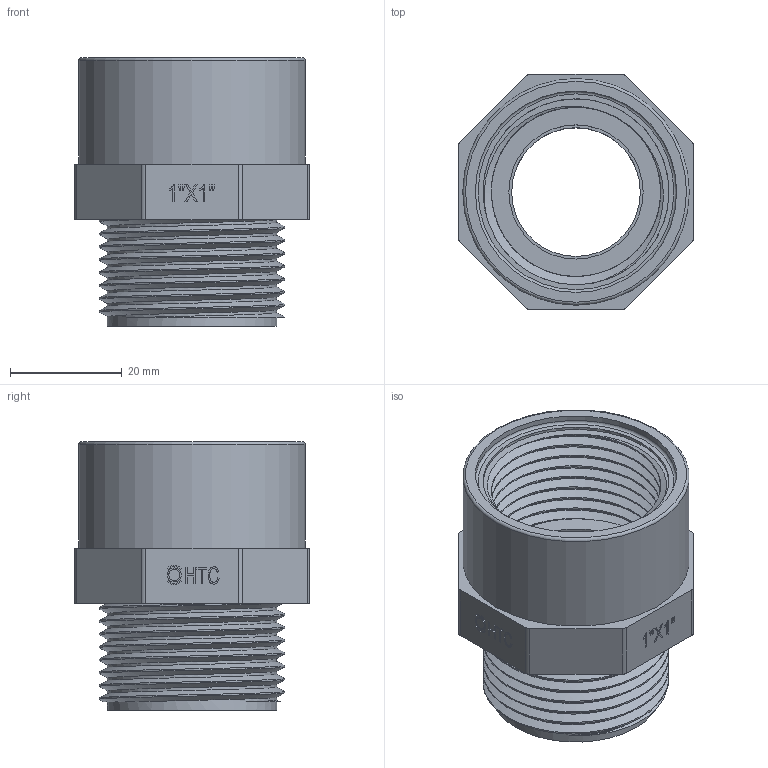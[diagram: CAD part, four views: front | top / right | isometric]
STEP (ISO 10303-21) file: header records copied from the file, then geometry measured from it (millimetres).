
FILE_DESCRIPTION(/* description */ (''),/* implementation_level */ '2;1');
FILE_NAME(/* name */ 'Z1A032032.stp',/* time_stamp */ '2025-05-15T16:14:21+08:00',/* author */ (''),/* organization */ (''),/* preprocessor_version */ 'ST-DEVELOPER v16.7',/* originating_system */ 'SIEMENS PLM Software NX 12.0',/* authorisation */ '');
FILE_SCHEMA (('AUTOMOTIVE_DESIGN { 1 0 10303 214 3 1 1 1 }'));
Length unit declared in the file: millimetre
Products named in the file (1): Admi0674FAD7a5d9
Bounding box: 42 x 42 x 48 mm (x, y, z)
Volume: 25429.6 mm3; surface area: 14664.1 mm2
Topology: 1 solids, 1 shells, 279 faces, 736 edges, 490 vertices
Faces by surface type: plane 155, extrusion 80, cylinder 38, bspline 4, torus 2
Full cylindrical faces by diameter (mm): 2 x1, 2.5 x1, 23 x1, 24 x1, 30.291 x8, 33.249 x8, 36 x1, 40.5 x1
Entity records: 12270 total; most frequent: CARTESIAN_POINT 6540, ORIENTED_EDGE 1352, DIRECTION 772, EDGE_CURVE 676, B_SPLINE_CURVE_WITH_KNOTS 472, VERTEX_POINT 456, VECTOR 316, EDGE_LOOP 306
